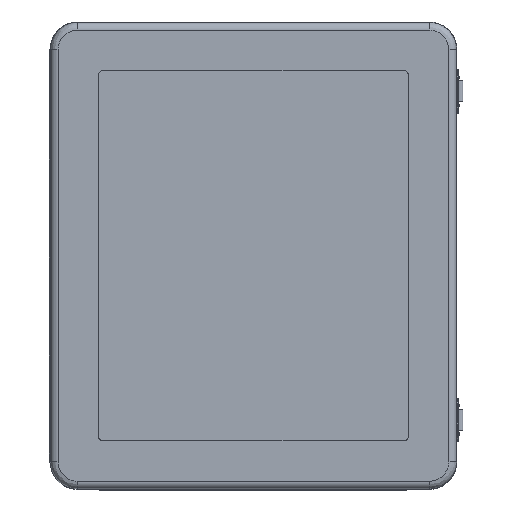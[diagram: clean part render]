
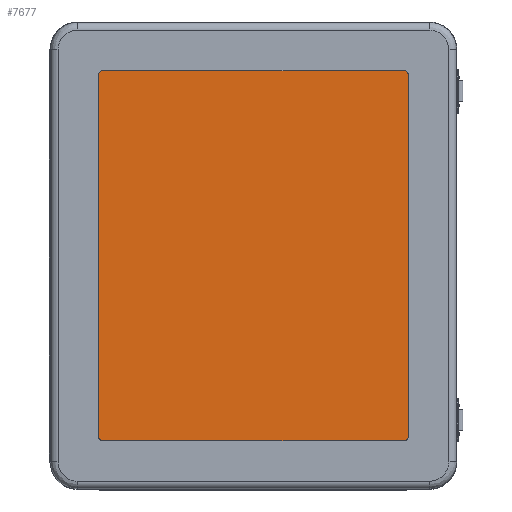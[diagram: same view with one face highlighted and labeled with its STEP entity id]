
A CAD part, top view. The second image highlights one B-rep face of the part: STEP entity #7677.
In plain terms, the highlighted planar face has unit normal (0, 0, 1).
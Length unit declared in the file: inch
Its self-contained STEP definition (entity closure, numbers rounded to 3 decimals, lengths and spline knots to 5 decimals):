
#915 = CARTESIAN_POINT ( 'NONE',  ( 5.13499, 6., 0.19862 ) ) ;
#1479 = VERTEX_POINT ( 'NONE', #1765 ) ;
#1765 = CARTESIAN_POINT ( 'NONE',  ( -4.99001, 6.125, 0.19862 ) ) ;
#1789 = AXIS2_PLACEMENT_3D ( 'NONE', #53222, #25008, #42035 ) ;
#2890 = ORIENTED_EDGE ( 'NONE', *, *, #33711, .F. ) ;
#4374 = VERTEX_POINT ( 'NONE', #38350 ) ;
#5199 = ORIENTED_EDGE ( 'NONE', *, *, #29737, .F. ) ;
#5367 = CARTESIAN_POINT ( 'NONE',  ( 5.00999, 6.125, 0.19862 ) ) ;
#5409 = EDGE_CURVE ( 'NONE', #34554, #59181, #9977, .T. ) ;
#6924 = VERTEX_POINT ( 'NONE', #915 ) ;
#7677 = ADVANCED_FACE ( 'NONE', ( #50684 ), #58127, .T. ) ;
#7812 = VECTOR ( 'NONE', #44109, 39.37008 ) ;
#8221 = DIRECTION ( 'NONE',  ( 0., 0., -1. ) ) ;
#8798 = CARTESIAN_POINT ( 'NONE',  ( 5.00999, -6., 0.19862 ) ) ;
#9295 = DIRECTION ( 'NONE',  ( -1., 0., 0. ) ) ;
#9977 = LINE ( 'NONE', #44552, #56554 ) ;
#11646 = CIRCLE ( 'NONE', #52397, 0.125 ) ;
#13167 = EDGE_CURVE ( 'NONE', #59181, #31351, #21376, .T. ) ;
#14763 = CIRCLE ( 'NONE', #70222, 0.125 ) ;
#15103 = CIRCLE ( 'NONE', #1789, 0.125 ) ;
#15300 = ORIENTED_EDGE ( 'NONE', *, *, #5409, .F. ) ;
#16560 = DIRECTION ( 'NONE',  ( 0., -1., 0. ) ) ;
#16613 = ORIENTED_EDGE ( 'NONE', *, *, #13167, .F. ) ;
#18432 = ORIENTED_EDGE ( 'NONE', *, *, #60299, .F. ) ;
#18686 = CARTESIAN_POINT ( 'NONE',  ( -4.99001, -6., 0.19862 ) ) ;
#19362 = DIRECTION ( 'NONE',  ( 0., 0., 1. ) ) ;
#19984 = LINE ( 'NONE', #38423, #21702 ) ;
#21376 = CIRCLE ( 'NONE', #41847, 0.125 ) ;
#21702 = VECTOR ( 'NONE', #38673, 39.37008 ) ;
#24387 = LINE ( 'NONE', #55383, #26113 ) ;
#25008 = DIRECTION ( 'NONE',  ( 0., 0., -1. ) ) ;
#26113 = VECTOR ( 'NONE', #16560, 39.37008 ) ;
#27184 = ORIENTED_EDGE ( 'NONE', *, *, #58707, .F. ) ;
#27593 = CARTESIAN_POINT ( 'NONE',  ( -4.99001, 6., 0.19862 ) ) ;
#29737 = EDGE_CURVE ( 'NONE', #56940, #34554, #14763, .T. ) ;
#31014 = ORIENTED_EDGE ( 'NONE', *, *, #65768, .F. ) ;
#31351 = VERTEX_POINT ( 'NONE', #39555 ) ;
#33711 = EDGE_CURVE ( 'NONE', #44317, #6924, #15103, .T. ) ;
#34554 = VERTEX_POINT ( 'NONE', #61391 ) ;
#37991 = CARTESIAN_POINT ( 'NONE',  ( 5.00999, 6.125, 0.19862 ) ) ;
#38350 = CARTESIAN_POINT ( 'NONE',  ( -5.11501, 6., 0.19862 ) ) ;
#38423 = CARTESIAN_POINT ( 'NONE',  ( -5.11501, 6., 0.19862 ) ) ;
#38673 = DIRECTION ( 'NONE',  ( 0., 1., 0. ) ) ;
#39555 = CARTESIAN_POINT ( 'NONE',  ( -5.11501, -6., 0.19862 ) ) ;
#41847 = AXIS2_PLACEMENT_3D ( 'NONE', #18686, #8221, #46785 ) ;
#42035 = DIRECTION ( 'NONE',  ( -1., 0., 0. ) ) ;
#44109 = DIRECTION ( 'NONE',  ( 1., 0., 0. ) ) ;
#44317 = VERTEX_POINT ( 'NONE', #37991 ) ;
#44552 = CARTESIAN_POINT ( 'NONE',  ( -4.99001, -6.125, 0.19862 ) ) ;
#45446 = EDGE_CURVE ( 'NONE', #6924, #56940, #24387, .T. ) ;
#46531 = CARTESIAN_POINT ( 'NONE',  ( 0.00999, 0., 0.19862 ) ) ;
#46785 = DIRECTION ( 'NONE',  ( -1., 0., 0. ) ) ;
#46965 = CARTESIAN_POINT ( 'NONE',  ( 5.13499, -6., 0.19862 ) ) ;
#47365 = DIRECTION ( 'NONE',  ( 0., 0., -1. ) ) ;
#49271 = DIRECTION ( 'NONE',  ( -1., 0., 0. ) ) ;
#50136 = DIRECTION ( 'NONE',  ( -1., 0., 0. ) ) ;
#50684 = FACE_OUTER_BOUND ( 'NONE', #61785, .T. ) ;
#52397 = AXIS2_PLACEMENT_3D ( 'NONE', #27593, #55358, #49271 ) ;
#53222 = CARTESIAN_POINT ( 'NONE',  ( 5.00999, 6., 0.19862 ) ) ;
#55358 = DIRECTION ( 'NONE',  ( 0., 0., -1. ) ) ;
#55383 = CARTESIAN_POINT ( 'NONE',  ( 5.13499, -6., 0.19862 ) ) ;
#56554 = VECTOR ( 'NONE', #50136, 39.37008 ) ;
#56940 = VERTEX_POINT ( 'NONE', #46965 ) ;
#58127 = PLANE ( 'NONE',  #69824 ) ;
#58707 = EDGE_CURVE ( 'NONE', #31351, #4374, #19984, .T. ) ;
#59181 = VERTEX_POINT ( 'NONE', #62766 ) ;
#60299 = EDGE_CURVE ( 'NONE', #4374, #1479, #11646, .T. ) ;
#61391 = CARTESIAN_POINT ( 'NONE',  ( 5.00999, -6.125, 0.19862 ) ) ;
#61785 = EDGE_LOOP ( 'NONE', ( #63743, #2890, #31014, #18432, #27184, #16613, #15300, #5199 ) ) ;
#62766 = CARTESIAN_POINT ( 'NONE',  ( -4.99001, -6.125, 0.19862 ) ) ;
#63743 = ORIENTED_EDGE ( 'NONE', *, *, #45446, .F. ) ;
#65768 = EDGE_CURVE ( 'NONE', #1479, #44317, #68212, .T. ) ;
#68212 = LINE ( 'NONE', #5367, #7812 ) ;
#68247 = DIRECTION ( 'NONE',  ( 1., 0., 0. ) ) ;
#69824 = AXIS2_PLACEMENT_3D ( 'NONE', #46531, #19362, #68247 ) ;
#70222 = AXIS2_PLACEMENT_3D ( 'NONE', #8798, #47365, #9295 ) ;
